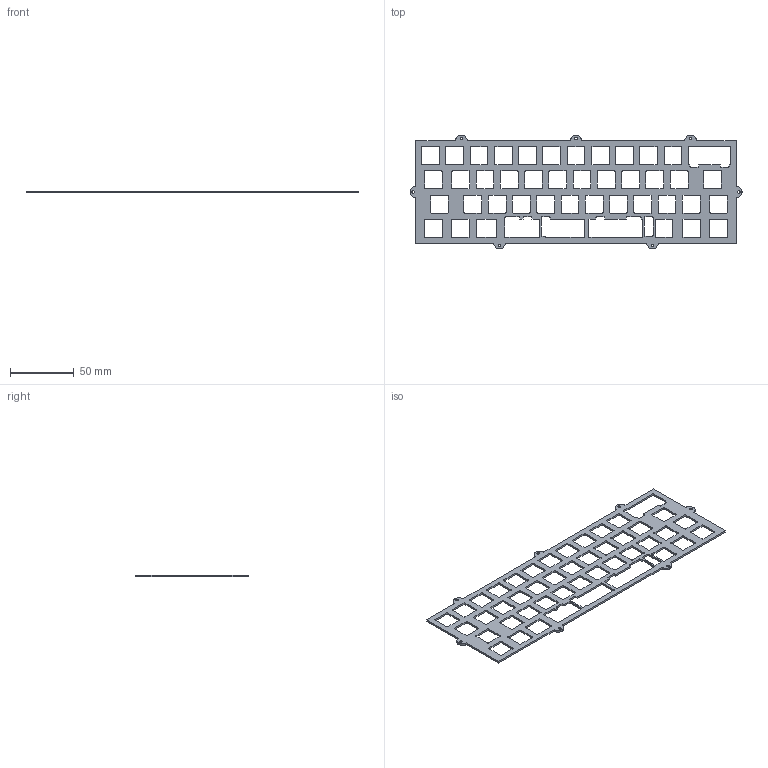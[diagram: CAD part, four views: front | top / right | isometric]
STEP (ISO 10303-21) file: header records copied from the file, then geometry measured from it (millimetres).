
FILE_DESCRIPTION(/* description */ (''),/* implementation_level */ '2;1');
FILE_NAME(/* name */ 'Phoenix45-Plate.step',/* time_stamp */ '2020-08-07T19:43:29-04:00',/* author */ (''),/* organization */ (''),/* preprocessor_version */ 'ST-DEVELOPER v18.1',/* originating_system */ 'Autodesk Translation Framework v9.3.0.1241',/* authorisation */ '');
FILE_SCHEMA (('AUTOMOTIVE_DESIGN { 1 0 10303 214 3 1 1 }'));
Length unit declared in the file: millimetre
Products named in the file (1): Plate
Bounding box: 260.65 x 89.2 x 1.5 mm (x, y, z)
Volume: 15251.2 mm3; surface area: 25547.8 mm2
Topology: 1 solids, 1 shells, 451 faces, 1340 edges, 891 vertices
Faces by surface type: plane 227, cylinder 217, cone 7
Full cylindrical faces by diameter (mm): 2 x7
Entity records: 15471 total; most frequent: DIRECTION 2685, CARTESIAN_POINT 2683, ORIENTED_EDGE 2680, EDGE_CURVE 1340, LINE 899, VECTOR 899, AXIS2_PLACEMENT_3D 893, VERTEX_POINT 891
